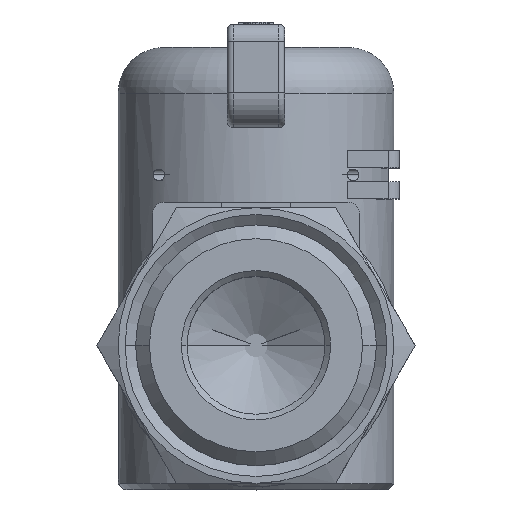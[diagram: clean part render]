
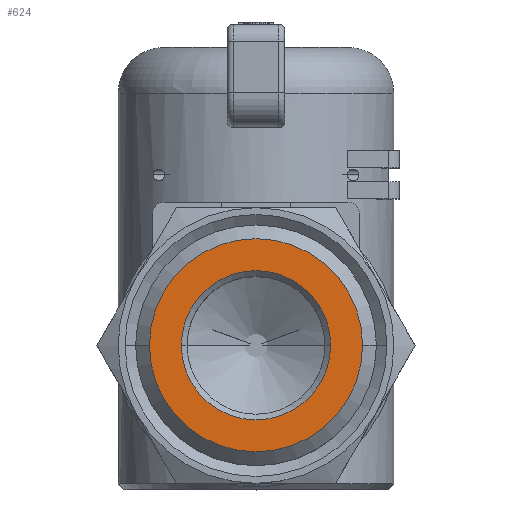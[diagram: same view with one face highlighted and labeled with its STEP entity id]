
A CAD part, top view. The second image highlights one B-rep face of the part: STEP entity #624.
In plain terms, the highlighted planar face has unit normal (0, 0, 1).
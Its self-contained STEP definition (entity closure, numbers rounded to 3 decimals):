
#225=CARTESIAN_POINT('',(17.059,5.73,33.0));
#226=VERTEX_POINT('',#225);
#234=CARTESIAN_POINT('',(35.614,5.73,33.0));
#235=VERTEX_POINT('',#234);
#242=CARTESIAN_POINT('',(26.337,5.73,33.0));
#243=DIRECTION('',(0.0,0.0,-1.0));
#244=DIRECTION('',(-1.0,0.0,0.0));
#245=AXIS2_PLACEMENT_3D('',#242,#243,#244);
#246=CIRCLE('',#245,9.278);
#247=EDGE_CURVE('',#235,#226,#246,.T.);
#536=CARTESIAN_POINT('',(19.837,5.73,33.0));
#537=VERTEX_POINT('',#536);
#544=CARTESIAN_POINT('',(32.837,5.73,33.0));
#545=VERTEX_POINT('',#544);
#546=CARTESIAN_POINT('',(26.337,5.73,33.0));
#547=DIRECTION('',(0.0,0.0,1.0));
#548=DIRECTION('',(-1.0,0.0,0.0));
#549=AXIS2_PLACEMENT_3D('',#546,#547,#548);
#550=CIRCLE('',#549,6.5);
#551=EDGE_CURVE('',#537,#545,#550,.T.);
#577=CARTESIAN_POINT('',(26.337,5.73,33.0));
#578=DIRECTION('',(0.0,0.0,1.0));
#579=DIRECTION('',(-1.0,0.0,0.0));
#580=AXIS2_PLACEMENT_3D('',#577,#578,#579);
#581=CIRCLE('',#580,6.5);
#582=EDGE_CURVE('',#545,#537,#581,.T.);
#605=CARTESIAN_POINT('',(36.814,5.73,33.0));
#606=DIRECTION('',(0.0,0.0,1.0));
#607=DIRECTION('',(1.0,0.0,0.0));
#608=AXIS2_PLACEMENT_3D('',#605,#606,#607);
#609=PLANE('',#608);
#610=ORIENTED_EDGE('',*,*,#247,.F.);
#611=CARTESIAN_POINT('',(26.337,5.73,33.0));
#612=DIRECTION('',(0.0,0.0,-1.0));
#613=DIRECTION('',(-1.0,0.0,0.0));
#614=AXIS2_PLACEMENT_3D('',#611,#612,#613);
#615=CIRCLE('',#614,9.278);
#616=EDGE_CURVE('',#226,#235,#615,.T.);
#617=ORIENTED_EDGE('',*,*,#616,.F.);
#618=EDGE_LOOP('',(#610,#617));
#619=FACE_OUTER_BOUND('',#618,.T.);
#620=ORIENTED_EDGE('',*,*,#582,.F.);
#621=ORIENTED_EDGE('',*,*,#551,.F.);
#622=EDGE_LOOP('',(#620,#621));
#623=FACE_BOUND('',#622,.T.);
#624=ADVANCED_FACE('',(#619,#623),#609,.T.);
